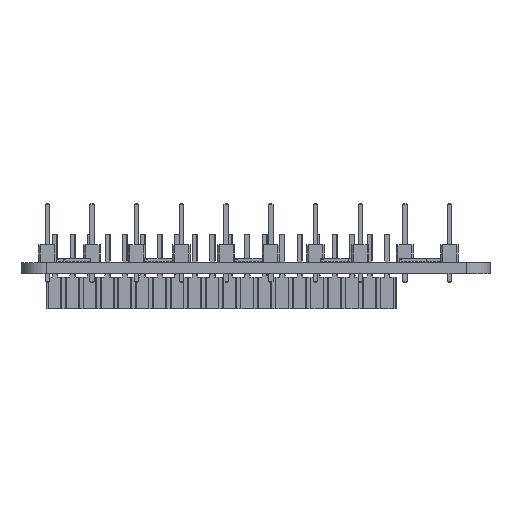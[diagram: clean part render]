
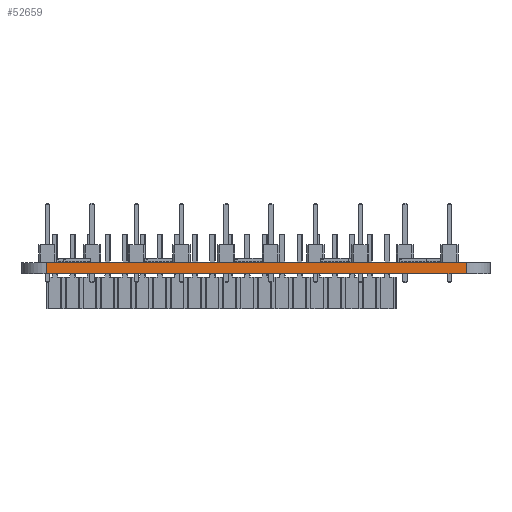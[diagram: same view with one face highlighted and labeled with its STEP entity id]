
A CAD part, front view. The second image highlights one B-rep face of the part: STEP entity #52659.
In plain terms, the highlighted planar face has unit normal (0, -1, 0).
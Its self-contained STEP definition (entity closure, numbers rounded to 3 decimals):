
#48241 = VERTEX_POINT('',#48242);
#48242 = CARTESIAN_POINT('',(60.938,-71.494,0.));
#48249 = EDGE_CURVE('',#48241,#48250,#48252,.T.);
#48250 = VERTEX_POINT('',#48251);
#48251 = CARTESIAN_POINT('',(-0.07,-71.48,0.));
#48252 = LINE('',#48253,#48254);
#48253 = CARTESIAN_POINT('',(60.938,-71.494,0.));
#48254 = VECTOR('',#48255,1.);
#48255 = DIRECTION('',(-1.,0.,0.));
#50410 = VERTEX_POINT('',#50411);
#50411 = CARTESIAN_POINT('',(60.938,-71.494,1.606));
#50418 = EDGE_CURVE('',#50410,#50419,#50421,.T.);
#50419 = VERTEX_POINT('',#50420);
#50420 = CARTESIAN_POINT('',(-0.07,-71.48,1.606));
#50421 = LINE('',#50422,#50423);
#50422 = CARTESIAN_POINT('',(60.938,-71.494,1.606));
#50423 = VECTOR('',#50424,1.);
#50424 = DIRECTION('',(-1.,0.,0.));
#52629 = EDGE_CURVE('',#48250,#50419,#52630,.T.);
#52630 = LINE('',#52631,#52632);
#52631 = CARTESIAN_POINT('',(-0.07,-71.48,0.));
#52632 = VECTOR('',#52633,1.);
#52633 = DIRECTION('',(0.,0.,1.));
#52659 = ADVANCED_FACE('',(#52660),#52671,.T.);
#52660 = FACE_BOUND('',#52661,.T.);
#52661 = EDGE_LOOP('',(#52662,#52668,#52669,#52670));
#52662 = ORIENTED_EDGE('',*,*,#52663,.T.);
#52663 = EDGE_CURVE('',#48241,#50410,#52664,.T.);
#52664 = LINE('',#52665,#52666);
#52665 = CARTESIAN_POINT('',(60.938,-71.494,0.));
#52666 = VECTOR('',#52667,1.);
#52667 = DIRECTION('',(0.,0.,1.));
#52668 = ORIENTED_EDGE('',*,*,#50418,.T.);
#52669 = ORIENTED_EDGE('',*,*,#52629,.F.);
#52670 = ORIENTED_EDGE('',*,*,#48249,.F.);
#52671 = PLANE('',#52672);
#52672 = AXIS2_PLACEMENT_3D('',#52673,#52674,#52675);
#52673 = CARTESIAN_POINT('',(60.938,-71.494,0.));
#52674 = DIRECTION('',(0.,-1.,0.));
#52675 = DIRECTION('',(-1.,0.,0.));
